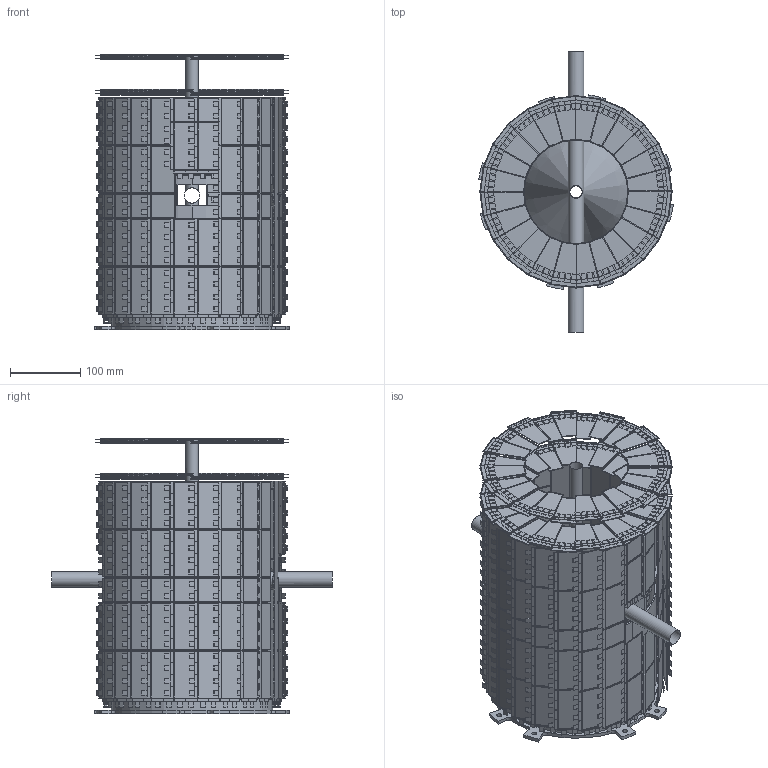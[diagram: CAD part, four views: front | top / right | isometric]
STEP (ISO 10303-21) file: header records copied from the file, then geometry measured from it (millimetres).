
FILE_DESCRIPTION((''),'2;1');
FILE_NAME('Sv-3.0-Sensor-FE-PA.stp','2008-12-07T19:36:21',('thomas'),(''),'Autodesk Inventor 2008','Autodesk Inventor 2008','');
FILE_SCHEMA(('AUTOMOTIVE_DESIGN { 1 0 10303 214 1 1 1 1 }'));
Length unit declared in the file: millimetre
Products named in the file (41): Sv-3.0 (Sensor-FE-PA); Fwd (Sensor-FE-PA); Strip_Ldk (Sensor-FE-PA); Strip_Smod_N2_TrapM (Sensor-FE-PA); Strip_Mod_1Sens_TrapL (Sensor-FE-PA); Strip_Sens_TrapM; StripActive_TrapM; StripPassive_TrapM_TopBottom; StripPassive_TrapM_LeftRight; Pa_TrapM; Strip_Fe_Apv; Mvd2; Hshell (Sensor-FE-PA); Strip_Bl3 (Sensor-FE-PA); Strip_Smod_N4_Rect_L (Sensor-FE-PA); Strip_Mod_2Sens_RectL (Sensor-FE-PA); Strip_Sens_RectL; StripActive_RectL; StripPassive_RectL_Rside; StripPassive_RectL_Zside; Pa_RectLside; Pa_RectSside; Strip_Smod_N4_Rect_S (Sensor-FE-PA); Strip_Mod_2Sens_RectM (Sensor-FE-PA); Strip_Sens_RectS; StripActive_RectS; StripPassive_RectS_Rside; StripPassive_RectS_Zside; Strip_Bl4 (Sensor-FE-PA); Strip_Smod_N6_Rect (Sensor-FE-PA); Strip_Mod_3Sens_RectL_M (Sensor-FE-PA); Strip_Smod_N5_Rect (Sensor-FE-PA); MVD_Strip_globalsupport_schematic; Bl-support-cylinder-schematic; Flansch; Bl-support-innerring-schematic; Bl-support-ring-schematic; beam-pipe; beam_pipe
Assembly tree (159 placements, depth 7):
  Sv-3.0 (Sensor-FE-PA)
    Fwd (Sensor-FE-PA)  x2
      Strip_Ldk (Sensor-FE-PA)
        Strip_Smod_N2_TrapM (Sensor-FE-PA)  x6
          Strip_Mod_1Sens_TrapL (Sensor-FE-PA)
            Strip_Sens_TrapM
              StripActive_TrapM
              StripPassive_TrapM_TopBottom
              StripPassive_TrapM_LeftRight
            Pa_TrapM  x8
            Strip_Fe_Apv  x8
          Mvd2
    Hshell (Sensor-FE-PA)  x2
      Strip_Bl3 (Sensor-FE-PA)
        Strip_Smod_N4_Rect_L (Sensor-FE-PA)  x8
          Strip_Mod_2Sens_RectL (Sensor-FE-PA)
            Strip_Sens_RectL  x2
              StripActive_RectL
              StripPassive_RectL_Rside
              StripPassive_RectL_Zside
            Pa_RectLside  x8
            Strip_Fe_Apv  x10
            Pa_RectSside  x2
        Mvd2  x2
        Strip_Smod_N4_Rect_S (Sensor-FE-PA)  x2
          Strip_Mod_2Sens_RectM (Sensor-FE-PA)
            Strip_Sens_RectL
              StripActive_RectL
              StripPassive_RectL_Rside
              StripPassive_RectL_Zside
            Strip_Sens_RectS
              StripActive_RectS
              StripPassive_RectS_Rside
              StripPassive_RectS_Zside
            Strip_Fe_Apv  x8
            Pa_RectLside  x6
            Pa_RectSside  x2
      Strip_Bl4 (Sensor-FE-PA)
        Mvd2  x2
        Strip_Smod_N6_Rect (Sensor-FE-PA)  x10
          Strip_Mod_3Sens_RectL_M (Sensor-FE-PA)
            Strip_Sens_RectL  x2
              StripActive_RectL
              StripPassive_RectL_Rside
              StripPassive_RectL_Zside
            Strip_Fe_Apv  x12
            Pa_RectLside  x10
            Strip_Sens_RectS
              StripActive_RectS
              StripPassive_RectS_Rside
              StripPassive_RectS_Zside
            Pa_RectSside  x2
          Strip_Mod_2Sens_RectL (Sensor-FE-PA)
            Strip_Sens_RectL  x2
              StripActive_RectL
              StripPassive_RectL_Rside
              StripPassive_RectL_Zside
            Pa_RectLside  x8
            Strip_Fe_Apv  x10
            Pa_RectSside  x2
Bounding box: 277.66 x 400 x 393.26 mm (x, y, z)
Volume: 723009.2 mm3; surface area: 2154397.8 mm2
Topology: 3803 solids, 3803 shells, 22882 faces, 45834 edges, 30559 vertices
Faces by surface type: plane 22789, cylinder 91, cone 2
Full cylindrical faces by diameter (mm): 7 x8, 17.6 x2, 18 x2, 21.6 x1, 22 x1, 159.6 x1
Entity records: 7574 total; most frequent: CARTESIAN_POINT 1346, DIRECTION 1224, ORIENTED_EDGE 792, AXIS2_PLACEMENT_3D 458, EDGE_CURVE 396, VECTOR 308, LINE 308, VERTEX_POINT 276
